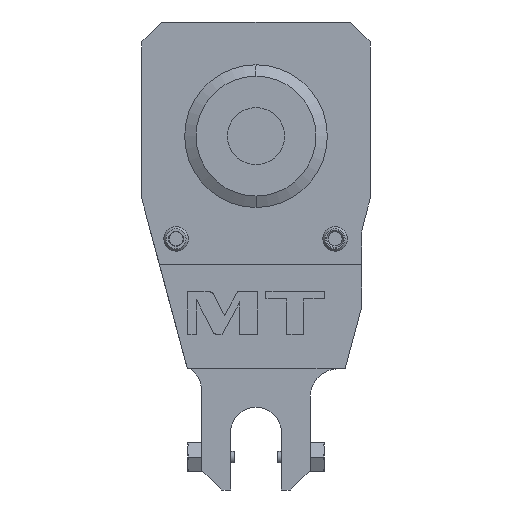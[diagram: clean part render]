
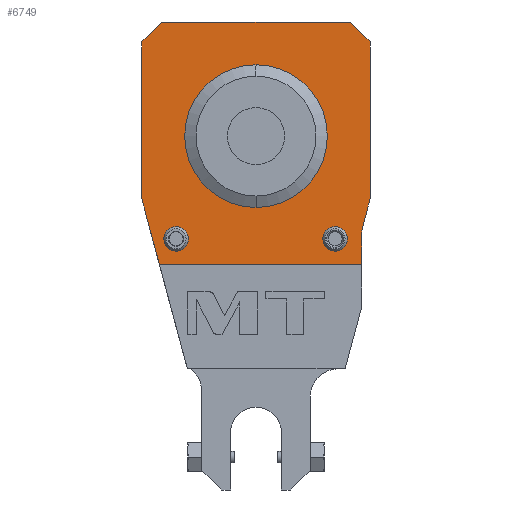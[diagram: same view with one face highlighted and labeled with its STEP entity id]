
A CAD part, left-side view. The second image highlights one B-rep face of the part: STEP entity #6749.
In plain terms, the highlighted planar face has unit normal (-1, 0, 0).
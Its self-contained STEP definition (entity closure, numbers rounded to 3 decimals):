
#1165=DIRECTION('',(0.,1.,0.));
#1166=VECTOR('',#1165,70.837);
#1167=CARTESIAN_POINT('',(-102.,-37.,-3.));
#1168=LINE('',#1167,#1166);
#1169=DIRECTION('',(0.,0.259,0.966));
#1170=VECTOR('',#1169,23.811);
#1171=CARTESIAN_POINT('',(-102.,33.837,-3.));
#1172=LINE('',#1171,#1170);
#1173=DIRECTION('',(0.,0.,1.));
#1174=VECTOR('',#1173,55.);
#1175=CARTESIAN_POINT('',(-102.,40.,20.));
#1176=LINE('',#1175,#1174);
#1177=DIRECTION('',(0.,-1.,0.));
#1178=VECTOR('',#1177,66.);
#1179=CARTESIAN_POINT('',(-102.,33.,82.));
#1180=LINE('',#1179,#1178);
#1181=DIRECTION('',(0.,0.,-1.));
#1182=VECTOR('',#1181,55.);
#1183=CARTESIAN_POINT('',(-102.,-40.,75.));
#1184=LINE('',#1183,#1182);
#1185=DIRECTION('',(0.,0.259,-0.966));
#1186=VECTOR('',#1185,10.275);
#1187=CARTESIAN_POINT('',(-102.,-40.,20.));
#1188=LINE('',#1187,#1186);
#1189=CARTESIAN_POINT('',(-102.,-47.,7.487));
#1190=DIRECTION('',(-1.,0.,0.));
#1191=DIRECTION('',(0.,0.966,0.259));
#1192=AXIS2_PLACEMENT_3D('',#1189,#1190,#1191);
#1194=DIRECTION('',(0.,0.,-1.));
#1195=VECTOR('',#1194,10.487);
#1196=CARTESIAN_POINT('',(-102.,-37.,7.487));
#1197=LINE('',#1196,#1195);
#1198=CARTESIAN_POINT('',(-102.,0.,42.));
#1199=DIRECTION('',(1.,0.,0.));
#1200=DIRECTION('',(0.,0.,-1.));
#1201=AXIS2_PLACEMENT_3D('',#1198,#1199,#1200);
#1203=CARTESIAN_POINT('',(-102.,0.,42.));
#1204=DIRECTION('',(1.,0.,0.));
#1205=DIRECTION('',(0.,0.,1.));
#1206=AXIS2_PLACEMENT_3D('',#1203,#1204,#1205);
#1208=CARTESIAN_POINT('',(-102.,-27.713,6.));
#1209=DIRECTION('',(1.,0.,0.));
#1210=DIRECTION('',(0.,1.,0.));
#1211=AXIS2_PLACEMENT_3D('',#1208,#1209,#1210);
#1213=CARTESIAN_POINT('',(-102.,-27.713,6.));
#1214=DIRECTION('',(1.,0.,0.));
#1215=DIRECTION('',(0.,-1.,0.));
#1216=AXIS2_PLACEMENT_3D('',#1213,#1214,#1215);
#1218=CARTESIAN_POINT('',(-102.,28.,6.));
#1219=DIRECTION('',(1.,0.,0.));
#1220=DIRECTION('',(0.,1.,0.));
#1221=AXIS2_PLACEMENT_3D('',#1218,#1219,#1220);
#1223=CARTESIAN_POINT('',(-102.,28.,6.));
#1224=DIRECTION('',(1.,0.,0.));
#1225=DIRECTION('',(0.,-1.,0.));
#1226=AXIS2_PLACEMENT_3D('',#1223,#1224,#1225);
#1382=DIRECTION('',(0.,0.707,-0.707));
#1383=VECTOR('',#1382,9.899);
#1384=CARTESIAN_POINT('',(-102.,33.,82.));
#1385=LINE('',#1384,#1383);
#1398=DIRECTION('',(0.,0.707,0.707));
#1399=VECTOR('',#1398,9.899);
#1400=CARTESIAN_POINT('',(-102.,-40.,75.));
#1401=LINE('',#1400,#1399);
#4957=CARTESIAN_POINT('',(-102.,-40.,20.));
#4958=CARTESIAN_POINT('',(-102.,-37.341,10.076));
#4959=VERTEX_POINT('',#4957);
#4960=VERTEX_POINT('',#4958);
#4971=CARTESIAN_POINT('',(-102.,40.,20.));
#4972=VERTEX_POINT('',#4971);
#4973=CARTESIAN_POINT('',(-102.,33.,82.));
#4975=VERTEX_POINT('',#4973);
#4977=CARTESIAN_POINT('',(-102.,40.,75.));
#4979=VERTEX_POINT('',#4977);
#4981=CARTESIAN_POINT('',(-102.,-40.,75.));
#4983=VERTEX_POINT('',#4981);
#4985=CARTESIAN_POINT('',(-102.,-33.,82.));
#4987=VERTEX_POINT('',#4985);
#4989=CARTESIAN_POINT('',(-102.,-37.,-3.));
#4990=CARTESIAN_POINT('',(-102.,33.837,-3.));
#4991=VERTEX_POINT('',#4989);
#4992=VERTEX_POINT('',#4990);
#5001=CARTESIAN_POINT('',(-102.,-37.,7.487));
#5002=VERTEX_POINT('',#5001);
#5075=CARTESIAN_POINT('',(-102.,0.,19.5));
#5076=CARTESIAN_POINT('',(-102.,0.,64.5));
#5077=VERTEX_POINT('',#5075);
#5078=VERTEX_POINT('',#5076);
#5225=CARTESIAN_POINT('',(-102.,-23.418,6.));
#5226=CARTESIAN_POINT('',(-102.,-32.008,6.));
#5227=VERTEX_POINT('',#5225);
#5228=VERTEX_POINT('',#5226);
#5245=CARTESIAN_POINT('',(-102.,32.295,6.));
#5246=CARTESIAN_POINT('',(-102.,23.705,6.));
#5247=VERTEX_POINT('',#5245);
#5248=VERTEX_POINT('',#5246);
#6705=CARTESIAN_POINT('',(-102.,0.,42.));
#6706=DIRECTION('',(1.,0.,0.));
#6707=DIRECTION('',(0.,1.,0.));
#6708=AXIS2_PLACEMENT_3D('',#6705,#6706,#6707);
#6709=PLANE('',#6708);
#6711=ORIENTED_EDGE('',*,*,#6710,.T.);
#6713=ORIENTED_EDGE('',*,*,#6712,.T.);
#6715=ORIENTED_EDGE('',*,*,#6714,.T.);
#6717=ORIENTED_EDGE('',*,*,#6716,.F.);
#6719=ORIENTED_EDGE('',*,*,#6718,.T.);
#6721=ORIENTED_EDGE('',*,*,#6720,.F.);
#6722=ORIENTED_EDGE('',*,*,#6695,.T.);
#6724=ORIENTED_EDGE('',*,*,#6723,.T.);
#6726=ORIENTED_EDGE('',*,*,#6725,.T.);
#6728=ORIENTED_EDGE('',*,*,#6727,.T.);
#6729=EDGE_LOOP('',(#6711,#6713,#6715,#6717,#6719,#6721,#6722,#6724,#6726,
#6728));
#6730=FACE_OUTER_BOUND('',#6729,.F.);
#6732=ORIENTED_EDGE('',*,*,#6731,.F.);
#6734=ORIENTED_EDGE('',*,*,#6733,.F.);
#6735=EDGE_LOOP('',(#6732,#6734));
#6736=FACE_BOUND('',#6735,.F.);
#6738=ORIENTED_EDGE('',*,*,#6737,.F.);
#6740=ORIENTED_EDGE('',*,*,#6739,.F.);
#6741=EDGE_LOOP('',(#6738,#6740));
#6742=FACE_BOUND('',#6741,.F.);
#6744=ORIENTED_EDGE('',*,*,#6743,.F.);
#6746=ORIENTED_EDGE('',*,*,#6745,.F.);
#6747=EDGE_LOOP('',(#6744,#6746));
#6748=FACE_BOUND('',#6747,.F.);
#6749=ADVANCED_FACE('',(#6730,#6736,#6742,#6748),#6709,.F.);
#1193=CIRCLE('',#1192,10.);
#1202=CIRCLE('',#1201,22.5);
#1207=CIRCLE('',#1206,22.5);
#1212=CIRCLE('',#1211,4.295);
#1217=CIRCLE('',#1216,4.295);
#1222=CIRCLE('',#1221,4.295);
#1227=CIRCLE('',#1226,4.295);
#6695=EDGE_CURVE('',#4983,#4959,#1184,.T.);
#6710=EDGE_CURVE('',#4991,#4992,#1168,.T.);
#6712=EDGE_CURVE('',#4992,#4972,#1172,.T.);
#6714=EDGE_CURVE('',#4972,#4979,#1176,.T.);
#6716=EDGE_CURVE('',#4975,#4979,#1385,.T.);
#6718=EDGE_CURVE('',#4975,#4987,#1180,.T.);
#6720=EDGE_CURVE('',#4983,#4987,#1401,.T.);
#6723=EDGE_CURVE('',#4959,#4960,#1188,.T.);
#6725=EDGE_CURVE('',#4960,#5002,#1193,.T.);
#6727=EDGE_CURVE('',#5002,#4991,#1197,.T.);
#6731=EDGE_CURVE('',#5077,#5078,#1202,.T.);
#6733=EDGE_CURVE('',#5078,#5077,#1207,.T.);
#6737=EDGE_CURVE('',#5227,#5228,#1212,.T.);
#6739=EDGE_CURVE('',#5228,#5227,#1217,.T.);
#6743=EDGE_CURVE('',#5247,#5248,#1222,.T.);
#6745=EDGE_CURVE('',#5248,#5247,#1227,.T.);
